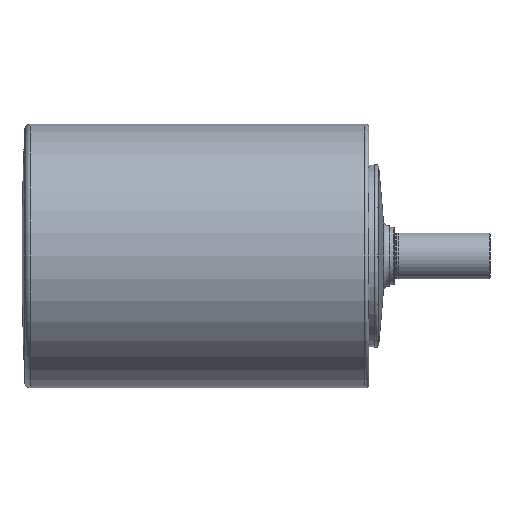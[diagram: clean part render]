
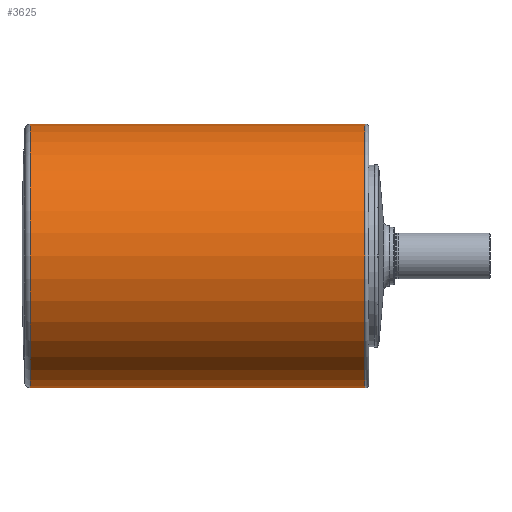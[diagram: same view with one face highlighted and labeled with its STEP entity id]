
A CAD part, left-side view. The second image highlights one B-rep face of the part: STEP entity #3625.
In plain terms, the highlighted cylindrical face has radius 69 mm (diameter 138 mm), a full revolution.
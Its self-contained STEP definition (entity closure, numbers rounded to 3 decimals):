
#2203=ELLIPSE('',#14958,201.743,69.);
#2204=ELLIPSE('',#14962,201.743,69.);
#2205=ELLIPSE('',#14964,201.743,69.);
#2206=ELLIPSE('',#14967,201.743,69.);
#2554=LINE('',#20541,#2824);
#2555=LINE('',#20543,#2825);
#2558=LINE('',#20554,#2828);
#2559=LINE('',#20556,#2829);
#2824=VECTOR('',#16815,1.);
#2825=VECTOR('',#16816,1.);
#2828=VECTOR('',#16829,1.);
#2829=VECTOR('',#16830,1.);
#3625=ADVANCED_FACE('',(#4982,#4983,#4984,#4985),#4571,.T.);
#4571=CYLINDRICAL_SURFACE('',#14978,69.);
#4982=FACE_BOUND('',#6528,.T.);
#4983=FACE_BOUND('',#6529,.T.);
#4984=FACE_BOUND('',#6530,.T.);
#4985=FACE_BOUND('',#6531,.T.);
#6528=EDGE_LOOP('',(#8420));
#6529=EDGE_LOOP('',(#8421,#8422,#8423,#8424));
#6530=EDGE_LOOP('',(#8425,#8426,#8427,#8428));
#6531=EDGE_LOOP('',(#8429));
#8420=ORIENTED_EDGE('',*,*,#12674,.T.);
#8421=ORIENTED_EDGE('',*,*,#12669,.F.);
#8422=ORIENTED_EDGE('',*,*,#12667,.F.);
#8423=ORIENTED_EDGE('',*,*,#12665,.F.);
#8424=ORIENTED_EDGE('',*,*,#12666,.F.);
#8425=ORIENTED_EDGE('',*,*,#12663,.F.);
#8426=ORIENTED_EDGE('',*,*,#12661,.F.);
#8427=ORIENTED_EDGE('',*,*,#12658,.F.);
#8428=ORIENTED_EDGE('',*,*,#12660,.F.);
#8429=ORIENTED_EDGE('',*,*,#12656,.T.);
#11368=VERTEX_POINT('',#20532);
#11369=VERTEX_POINT('',#20535);
#11370=VERTEX_POINT('',#20536);
#11372=VERTEX_POINT('',#20542);
#11373=VERTEX_POINT('',#20544);
#11374=VERTEX_POINT('',#20550);
#11375=VERTEX_POINT('',#20551);
#11376=VERTEX_POINT('',#20555);
#11377=VERTEX_POINT('',#20557);
#11382=VERTEX_POINT('',#20575);
#12656=EDGE_CURVE('',#11368,#11368,#14125,.T.);
#12658=EDGE_CURVE('',#11369,#11370,#2203,.T.);
#12660=EDGE_CURVE('',#11372,#11369,#2554,.T.);
#12661=EDGE_CURVE('',#11370,#11373,#2555,.T.);
#12663=EDGE_CURVE('',#11373,#11372,#2204,.T.);
#12665=EDGE_CURVE('',#11374,#11375,#2205,.T.);
#12666=EDGE_CURVE('',#11376,#11374,#2558,.T.);
#12667=EDGE_CURVE('',#11375,#11377,#2559,.T.);
#12669=EDGE_CURVE('',#11377,#11376,#2206,.T.);
#12674=EDGE_CURVE('',#11382,#11382,#14131,.T.);
#14125=CIRCLE('',#14956,69.);
#14131=CIRCLE('',#14977,69.);
#14956=AXIS2_PLACEMENT_3D('',#20531,#16804,#16805);
#14958=AXIS2_PLACEMENT_3D('',#20537,#16809,#16810);
#14962=AXIS2_PLACEMENT_3D('',#20547,#16820,#16821);
#14964=AXIS2_PLACEMENT_3D('',#20552,#16825,#16826);
#14967=AXIS2_PLACEMENT_3D('',#20560,#16834,#16835);
#14977=AXIS2_PLACEMENT_3D('',#20574,#16854,#16855);
#14978=AXIS2_PLACEMENT_3D('',#20576,#16856,#16857);
#16804=DIRECTION('',(0.,-1.,0.));
#16805=DIRECTION('',(0.,0.,1.));
#16809=DIRECTION('',(0.888,0.342,0.306));
#16810=DIRECTION('',(-0.323,0.94,-0.111));
#16815=DIRECTION('',(0.,-1.,0.));
#16816=DIRECTION('',(0.,1.,0.));
#16820=DIRECTION('',(0.888,-0.342,0.306));
#16821=DIRECTION('',(0.323,0.94,0.111));
#16825=DIRECTION('',(0.888,0.342,-0.306));
#16826=DIRECTION('',(-0.323,0.94,0.111));
#16829=DIRECTION('',(0.,-1.,0.));
#16830=DIRECTION('',(0.,1.,0.));
#16834=DIRECTION('',(0.888,-0.342,-0.306));
#16835=DIRECTION('',(0.323,0.94,-0.111));
#16854=DIRECTION('',(0.,1.,0.));
#16855=DIRECTION('',(0.,0.,1.));
#16856=DIRECTION('',(0.,1.,0.));
#16857=DIRECTION('',(0.,0.,1.));
#20531=CARTESIAN_POINT('',(0.,176.555,0.));
#20532=CARTESIAN_POINT('',(0.,176.555,69.));
#20535=CARTESIAN_POINT('',(55.453,106.,41.06));
#20536=CARTESIAN_POINT('',(68.977,106.,1.785));
#20537=CARTESIAN_POINT('',(0.,286.784,0.));
#20541=CARTESIAN_POINT('',(55.453,0.,41.06));
#20542=CARTESIAN_POINT('',(55.453,148.,41.06));
#20543=CARTESIAN_POINT('',(68.977,0.,1.785));
#20544=CARTESIAN_POINT('',(68.977,148.,1.785));
#20547=CARTESIAN_POINT('',(0.,-32.784,0.));
#20550=CARTESIAN_POINT('',(68.977,106.,-1.785));
#20551=CARTESIAN_POINT('',(55.453,106.,-41.06));
#20552=CARTESIAN_POINT('',(0.,286.784,0.));
#20554=CARTESIAN_POINT('',(68.977,0.,-1.785));
#20555=CARTESIAN_POINT('',(68.977,148.,-1.785));
#20556=CARTESIAN_POINT('',(55.453,0.,-41.06));
#20557=CARTESIAN_POINT('',(55.453,148.,-41.06));
#20560=CARTESIAN_POINT('',(0.,-32.784,0.));
#20574=CARTESIAN_POINT('',(0.,1.5,0.));
#20575=CARTESIAN_POINT('',(0.,1.5,69.));
#20576=CARTESIAN_POINT('',(0.,0.,0.));
